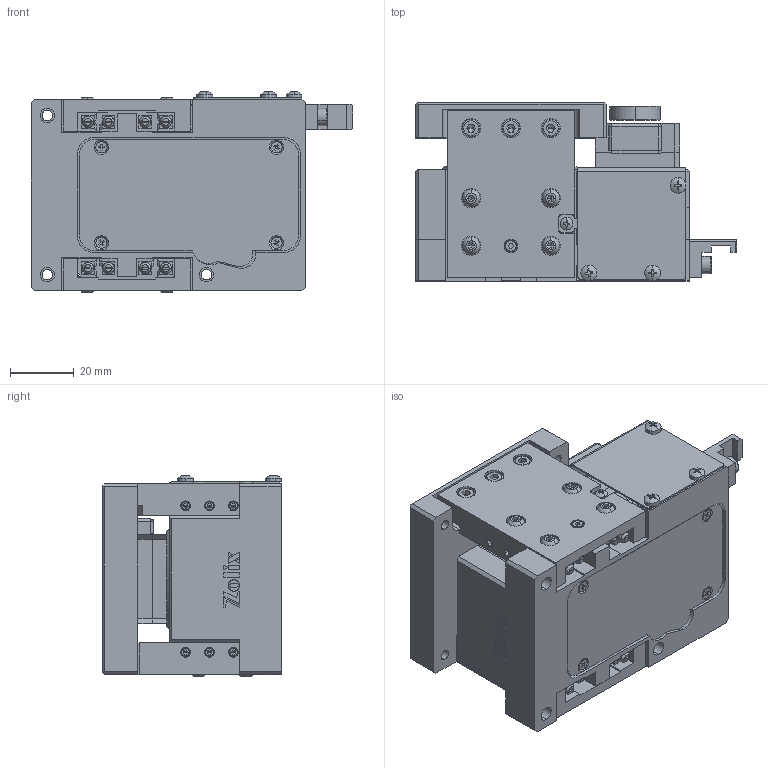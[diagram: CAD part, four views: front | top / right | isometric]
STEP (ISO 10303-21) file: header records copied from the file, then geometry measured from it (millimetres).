
FILE_DESCRIPTION (( 'STEP AP203' ), '1' );
FILE_NAME ('CZF8-60.step', '2019-05-06T07:47:30', ( '' ), ( '' ), 'SwSTEP 2.0', 'SolidWorks 2017', '' );
FILE_SCHEMA (( 'CONFIG_CONTROL_DESIGN' ));
Length unit declared in the file: millimetre
Products named in the file (1): CZF8-60
Bounding box: 101.1 x 56 x 63.22 mm (x, y, z)
Surface area: 51031.2 mm2 (no closed solid volume)
Topology: 0 solids, 75 shells, 945 faces, 3017 edges, 2104 vertices
Faces by surface type: plane 616, cylinder 198, cone 77, sphere 30, torus 24
Entity records: 33225 total; most frequent: CARTESIAN_POINT 6412, DIRECTION 5766, ORIENTED_EDGE 4885, EDGE_CURVE 2999, VERTEX_POINT 2104, VECTOR 1962, LINE 1962, AXIS2_PLACEMENT_3D 1902
